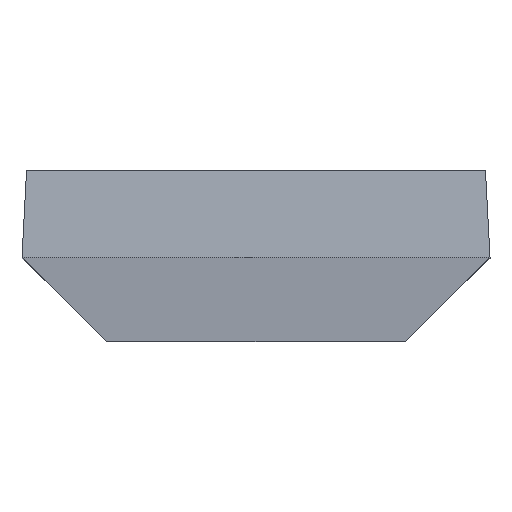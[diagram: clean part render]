
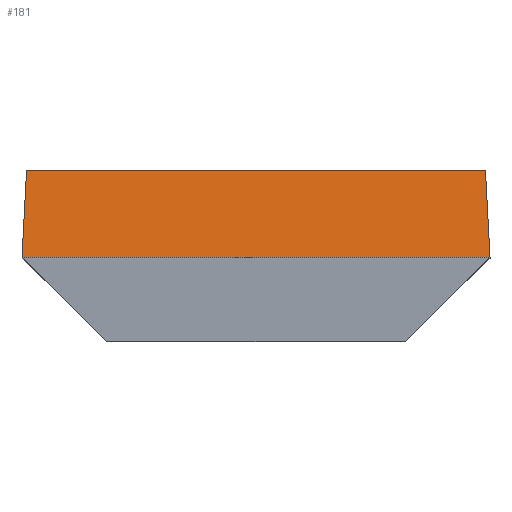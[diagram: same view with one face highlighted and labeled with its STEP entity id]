
A CAD part, top view. The second image highlights one B-rep face of the part: STEP entity #181.
In plain terms, the highlighted planar face has unit normal (0, 0.087, 0.996).
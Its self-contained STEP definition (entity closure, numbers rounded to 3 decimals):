
#22 = VERTEX_POINT('',#23);
#23 = CARTESIAN_POINT('',(-2.01,0.75,5.016));
#31 = EDGE_CURVE('',#22,#32,#34,.T.);
#32 = VERTEX_POINT('',#33);
#33 = CARTESIAN_POINT('',(2.01,0.75,5.016));
#34 = LINE('',#35,#36);
#35 = CARTESIAN_POINT('',(-2.05,0.75,5.016));
#36 = VECTOR('',#37,1.);
#37 = DIRECTION('',(1.,0.,0.));
#155 = VERTEX_POINT('',#156);
#156 = CARTESIAN_POINT('',(-2.05,-0.015,5.083));
#164 = VERTEX_POINT('',#165);
#165 = CARTESIAN_POINT('',(2.05,-0.015,5.083));
#171 = EDGE_CURVE('',#155,#164,#172,.T.);
#172 = LINE('',#173,#174);
#173 = CARTESIAN_POINT('',(-2.05,-0.015,5.083));
#174 = VECTOR('',#175,1.);
#175 = DIRECTION('',(1.,0.,0.));
#181 = ADVANCED_FACE('',(#182),#198,.F.);
#182 = FACE_BOUND('',#183,.T.);
#183 = EDGE_LOOP('',(#184,#190,#191,#197));
#184 = ORIENTED_EDGE('',*,*,#185,.F.);
#185 = EDGE_CURVE('',#155,#22,#186,.T.);
#186 = LINE('',#187,#188);
#187 = CARTESIAN_POINT('',(-2.05,-0.015,5.083));
#188 = VECTOR('',#189,1.);
#189 = DIRECTION('',(0.052,0.995,
    -0.087));
#190 = ORIENTED_EDGE('',*,*,#171,.T.);
#191 = ORIENTED_EDGE('',*,*,#192,.F.);
#192 = EDGE_CURVE('',#32,#164,#193,.T.);
#193 = LINE('',#194,#195);
#194 = CARTESIAN_POINT('',(2.039,0.198,5.064)
  );
#195 = VECTOR('',#196,1.);
#196 = DIRECTION('',(0.052,-0.995,
    0.087));
#197 = ORIENTED_EDGE('',*,*,#31,.F.);
#198 = PLANE('',#199);
#199 = AXIS2_PLACEMENT_3D('',#200,#201,#202);
#200 = CARTESIAN_POINT('',(-2.05,-0.015,5.083));
#201 = DIRECTION('',(0.,-0.087,-0.996));
#202 = DIRECTION('',(0.,0.996,-0.087));
